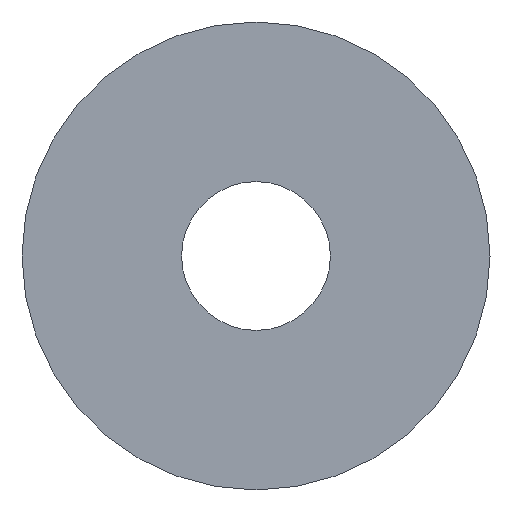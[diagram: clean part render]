
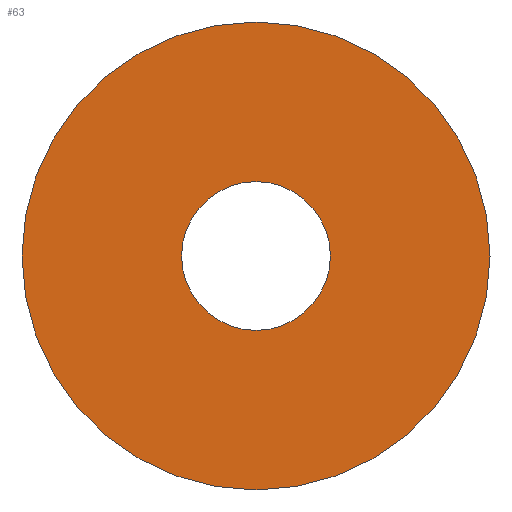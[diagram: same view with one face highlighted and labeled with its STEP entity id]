
A CAD part, left-side view. The second image highlights one B-rep face of the part: STEP entity #63.
In plain terms, the highlighted planar face has unit normal (-1, 0, 0).
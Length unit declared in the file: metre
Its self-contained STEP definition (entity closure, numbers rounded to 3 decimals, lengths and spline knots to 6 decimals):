
#21=PLANE('',#84);
#28=ORIENTED_EDGE('',*,*,#33,.T.);
#29=ORIENTED_EDGE('',*,*,#30,.F.);
#30=EDGE_CURVE('',#34,#34,#38,.T.);
#33=EDGE_CURVE('',#37,#37,#41,.T.);
#34=VERTEX_POINT('',#106);
#37=VERTEX_POINT('',#114);
#38=CIRCLE('',#78,0.00635);
#41=CIRCLE('',#83,0.002019);
#48=EDGE_LOOP('',(#28));
#49=EDGE_LOOP('',(#29));
#56=FACE_BOUND('',#48,.T.);
#57=FACE_BOUND('',#49,.T.);
#63=ADVANCED_FACE('',(#56,#57),#21,.F.);
#78=AXIS2_PLACEMENT_3D('',#105,#89,#90);
#83=AXIS2_PLACEMENT_3D('',#113,#99,#100);
#84=AXIS2_PLACEMENT_3D('',#115,#101,#102);
#89=DIRECTION('',(1.,0.,0.));
#90=DIRECTION('',(0.,0.,-1.));
#99=DIRECTION('',(1.,0.,0.));
#100=DIRECTION('',(0.,0.,-1.));
#101=DIRECTION('',(1.,0.,0.));
#102=DIRECTION('',(0.,-1.,0.));
#105=CARTESIAN_POINT('',(-0.013855,-0.945012,-0.140093));
#106=CARTESIAN_POINT('',(-0.013855,-0.945012,-0.146443));
#113=CARTESIAN_POINT('',(-0.013855,-0.945012,-0.140093));
#114=CARTESIAN_POINT('',(-0.013855,-0.945012,-0.142113));
#115=CARTESIAN_POINT('',(-0.013855,-0.837741,-0.076156));
